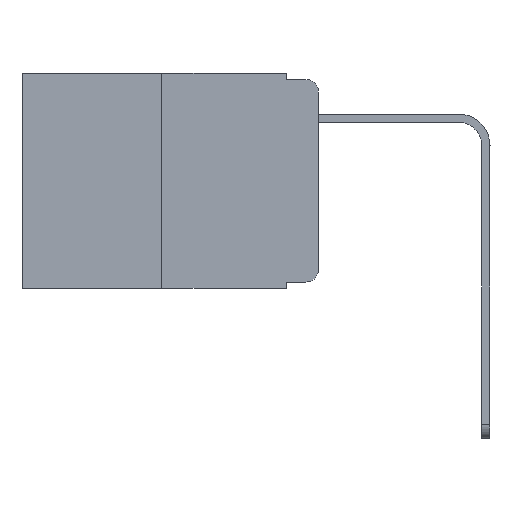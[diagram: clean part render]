
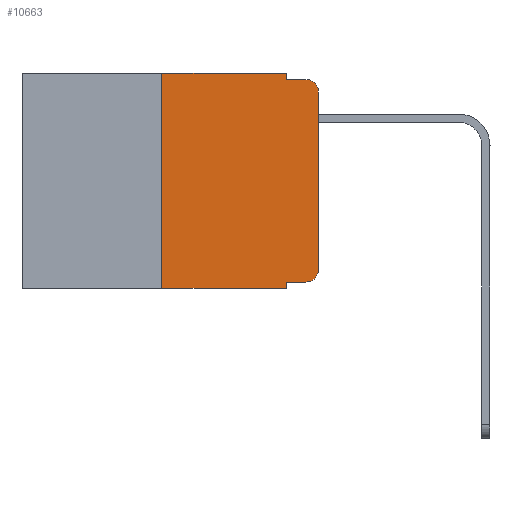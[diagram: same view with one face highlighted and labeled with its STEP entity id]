
A CAD part, left-side view. The second image highlights one B-rep face of the part: STEP entity #10663.
In plain terms, the highlighted planar face has unit normal (-1, 0, 0).
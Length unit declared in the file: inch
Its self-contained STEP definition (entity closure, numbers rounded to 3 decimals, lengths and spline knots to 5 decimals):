
#196 = LINE ( 'NONE', #14663, #1494 ) ;
#259 = CIRCLE ( 'NONE', #6409, 0.02 ) ;
#502 = LINE ( 'NONE', #4498, #9570 ) ;
#544 = DIRECTION ( 'NONE',  ( 0., 0., -1. ) ) ;
#614 = VERTEX_POINT ( 'NONE', #9314 ) ;
#629 = EDGE_CURVE ( 'NONE', #1031, #9279, #10167, .T. ) ;
#695 = ORIENTED_EDGE ( 'NONE', *, *, #10471, .F. ) ;
#697 = DIRECTION ( 'NONE',  ( -1., 0., 0. ) ) ;
#913 = CARTESIAN_POINT ( 'NONE',  ( 0., 0.473, 0. ) ) ;
#930 = CARTESIAN_POINT ( 'NONE',  ( 0., 0.25, -0.343 ) ) ;
#1031 = VERTEX_POINT ( 'NONE', #7221 ) ;
#1317 = LINE ( 'NONE', #11540, #14610 ) ;
#1370 = DIRECTION ( 'NONE',  ( 0., -1., 0. ) ) ;
#1494 = VECTOR ( 'NONE', #4151, 39.37008 ) ;
#1969 = VECTOR ( 'NONE', #7820, 39.37008 ) ;
#2071 = DIRECTION ( 'NONE',  ( 0., 0., -1. ) ) ;
#2100 = CARTESIAN_POINT ( 'NONE',  ( 0., 0., 0. ) ) ;
#2121 = DIRECTION ( 'NONE',  ( 0., -1., 0. ) ) ;
#2611 = CARTESIAN_POINT ( 'NONE',  ( 0., 0.02, -0.01 ) ) ;
#2782 = ORIENTED_EDGE ( 'NONE', *, *, #7464, .F. ) ;
#2935 = VECTOR ( 'NONE', #1370, 39.37008 ) ;
#3194 = CARTESIAN_POINT ( 'NONE',  ( 0., 0., -0.03 ) ) ;
#3837 = CARTESIAN_POINT ( 'NONE',  ( 0., 0.051, 0. ) ) ;
#4151 = DIRECTION ( 'NONE',  ( 0., 0., -1. ) ) ;
#4420 = DIRECTION ( 'NONE',  ( 0., 0., -1. ) ) ;
#4498 = CARTESIAN_POINT ( 'NONE',  ( 0., 0.051, 0. ) ) ;
#4819 = EDGE_CURVE ( 'NONE', #7758, #614, #502, .T. ) ;
#4910 = AXIS2_PLACEMENT_3D ( 'NONE', #913, #9176, #2071 ) ;
#5019 = CARTESIAN_POINT ( 'NONE',  ( 0., 0.473, -0.343 ) ) ;
#5489 = CARTESIAN_POINT ( 'NONE',  ( 0., 0.051, -0.333 ) ) ;
#5532 = EDGE_CURVE ( 'NONE', #6977, #8423, #8613, .T. ) ;
#5555 = DIRECTION ( 'NONE',  ( 0., -1., 0. ) ) ;
#5664 = VERTEX_POINT ( 'NONE', #11045 ) ;
#5953 = DIRECTION ( 'NONE',  ( -1., 0., 0. ) ) ;
#5956 = EDGE_CURVE ( 'NONE', #14324, #7758, #10636, .T. ) ;
#6028 = FACE_OUTER_BOUND ( 'NONE', #9434, .T. ) ;
#6409 = AXIS2_PLACEMENT_3D ( 'NONE', #7709, #697, #544 ) ;
#6663 = ORIENTED_EDGE ( 'NONE', *, *, #5956, .F. ) ;
#6977 = VERTEX_POINT ( 'NONE', #930 ) ;
#7221 = CARTESIAN_POINT ( 'NONE',  ( 0., 0., -0.313 ) ) ;
#7239 = ORIENTED_EDGE ( 'NONE', *, *, #12172, .T. ) ;
#7464 = EDGE_CURVE ( 'NONE', #614, #10901, #1317, .T. ) ;
#7709 = CARTESIAN_POINT ( 'NONE',  ( 0., 0.02, -0.313 ) ) ;
#7758 = VERTEX_POINT ( 'NONE', #3837 ) ;
#7820 = DIRECTION ( 'NONE',  ( 0., 0., 1. ) ) ;
#7976 = PLANE ( 'NONE',  #4910 ) ;
#8423 = VERTEX_POINT ( 'NONE', #11828 ) ;
#8462 = CARTESIAN_POINT ( 'NONE',  ( 0., 0.051, -0.333 ) ) ;
#8485 = CARTESIAN_POINT ( 'NONE',  ( 0., 0.02, -0.03 ) ) ;
#8544 = EDGE_CURVE ( 'NONE', #14315, #5664, #10910, .T. ) ;
#8613 = LINE ( 'NONE', #5019, #12867 ) ;
#8668 = VECTOR ( 'NONE', #10458, 39.37008 ) ;
#8996 = ORIENTED_EDGE ( 'NONE', *, *, #8544, .T. ) ;
#9176 = DIRECTION ( 'NONE',  ( 1., 0., 0. ) ) ;
#9279 = VERTEX_POINT ( 'NONE', #3194 ) ;
#9314 = CARTESIAN_POINT ( 'NONE',  ( 0., 0.051, -0.01 ) ) ;
#9434 = EDGE_LOOP ( 'NONE', ( #12443, #7239, #2782, #11463, #6663, #695, #13423, #15217, #8996, #11978 ) ) ;
#9570 = VECTOR ( 'NONE', #4420, 39.37008 ) ;
#9581 = AXIS2_PLACEMENT_3D ( 'NONE', #8485, #5953, #14356 ) ;
#10066 = CIRCLE ( 'NONE', #9581, 0.02 ) ;
#10167 = LINE ( 'NONE', #2100, #8668 ) ;
#10173 = CARTESIAN_POINT ( 'NONE',  ( 0., 0.473, 0. ) ) ;
#10458 = DIRECTION ( 'NONE',  ( 0., 0., 1. ) ) ;
#10471 = EDGE_CURVE ( 'NONE', #6977, #14324, #14175, .T. ) ;
#10636 = LINE ( 'NONE', #10173, #14490 ) ;
#10663 = ADVANCED_FACE ( 'NONE', ( #6028 ), #7976, .F. ) ;
#10901 = VERTEX_POINT ( 'NONE', #2611 ) ;
#10910 = LINE ( 'NONE', #8462, #2935 ) ;
#11045 = CARTESIAN_POINT ( 'NONE',  ( 0., 0.02, -0.333 ) ) ;
#11061 = DIRECTION ( 'NONE',  ( 0., -1., 0. ) ) ;
#11463 = ORIENTED_EDGE ( 'NONE', *, *, #4819, .F. ) ;
#11540 = CARTESIAN_POINT ( 'NONE',  ( 0., 0.051, -0.01 ) ) ;
#11725 = EDGE_CURVE ( 'NONE', #5664, #1031, #259, .T. ) ;
#11828 = CARTESIAN_POINT ( 'NONE',  ( 0., 0.051, -0.343 ) ) ;
#11978 = ORIENTED_EDGE ( 'NONE', *, *, #11725, .T. ) ;
#12172 = EDGE_CURVE ( 'NONE', #9279, #10901, #10066, .T. ) ;
#12443 = ORIENTED_EDGE ( 'NONE', *, *, #629, .T. ) ;
#12867 = VECTOR ( 'NONE', #11061, 39.37008 ) ;
#13423 = ORIENTED_EDGE ( 'NONE', *, *, #5532, .T. ) ;
#13488 = EDGE_CURVE ( 'NONE', #14315, #8423, #196, .T. ) ;
#13705 = CARTESIAN_POINT ( 'NONE',  ( 0., 0.25, 0. ) ) ;
#14175 = LINE ( 'NONE', #13705, #1969 ) ;
#14315 = VERTEX_POINT ( 'NONE', #5489 ) ;
#14324 = VERTEX_POINT ( 'NONE', #15066 ) ;
#14356 = DIRECTION ( 'NONE',  ( 0., 0., -1. ) ) ;
#14490 = VECTOR ( 'NONE', #5555, 39.37008 ) ;
#14610 = VECTOR ( 'NONE', #2121, 39.37008 ) ;
#14663 = CARTESIAN_POINT ( 'NONE',  ( 0., 0.051, 0. ) ) ;
#15066 = CARTESIAN_POINT ( 'NONE',  ( 0., 0.25, 0. ) ) ;
#15217 = ORIENTED_EDGE ( 'NONE', *, *, #13488, .F. ) ;
